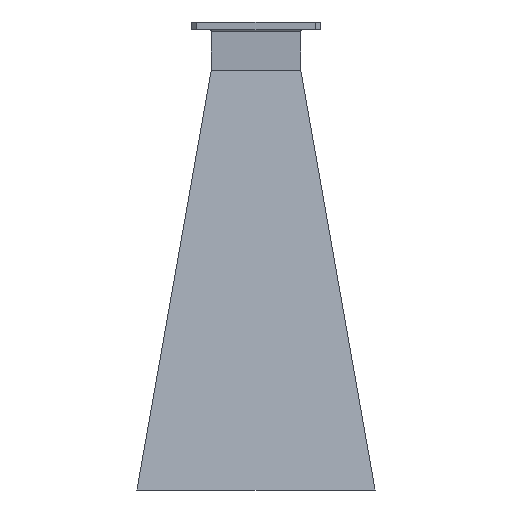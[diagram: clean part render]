
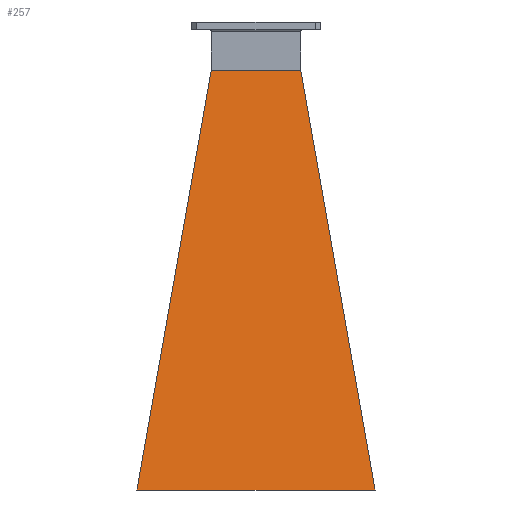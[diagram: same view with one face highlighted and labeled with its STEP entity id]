
A CAD part, front view. The second image highlights one B-rep face of the part: STEP entity #257.
In plain terms, the highlighted planar face has unit normal (0, -0.989, 0.147).
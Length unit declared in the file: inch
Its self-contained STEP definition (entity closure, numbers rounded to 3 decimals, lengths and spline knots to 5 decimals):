
#70 = VERTEX_POINT ( 'NONE', #1000 ) ;
#89 = VECTOR ( 'NONE', #511, 39.37008 ) ;
#110 = CARTESIAN_POINT ( 'NONE',  ( 2.2, -1.125, -2.375 ) ) ;
#189 = EDGE_CURVE ( 'NONE', #648, #544, #313, .T. ) ;
#215 = ORIENTED_EDGE ( 'NONE', *, *, #189, .T. ) ;
#257 = ADVANCED_FACE ( 'NONE', ( #750 ), #1278, .T. ) ;
#258 = DIRECTION ( 'NONE',  ( 0., -0.989, 0.147 ) ) ;
#292 = ORIENTED_EDGE ( 'NONE', *, *, #491, .T. ) ;
#313 = LINE ( 'NONE', #684, #1173 ) ;
#331 = DIRECTION ( 'NONE',  ( -0.172, 0.145, 0.974 ) ) ;
#379 = ORIENTED_EDGE ( 'NONE', *, *, #668, .T. ) ;
#463 = CARTESIAN_POINT ( 'NONE',  ( -0.73333, -1.125, -2.375 ) ) ;
#491 = EDGE_CURVE ( 'NONE', #70, #648, #961, .T. ) ;
#503 = CARTESIAN_POINT ( 'NONE',  ( -5.85, -4.2, -23. ) ) ;
#511 = DIRECTION ( 'NONE',  ( 1., 0., 0. ) ) ;
#544 = VERTEX_POINT ( 'NONE', #749 ) ;
#547 = VERTEX_POINT ( 'NONE', #643 ) ;
#559 = CARTESIAN_POINT ( 'NONE',  ( 0.73333, -1.125, -2.375 ) ) ;
#583 = LINE ( 'NONE', #633, #1271 ) ;
#617 = ORIENTED_EDGE ( 'NONE', *, *, #958, .F. ) ;
#633 = CARTESIAN_POINT ( 'NONE',  ( -5.85, -4.2, -23. ) ) ;
#643 = CARTESIAN_POINT ( 'NONE',  ( -2.2, -1.125, -2.375 ) ) ;
#648 = VERTEX_POINT ( 'NONE', #1131 ) ;
#668 = EDGE_CURVE ( 'NONE', #544, #547, #1257, .T. ) ;
#684 = CARTESIAN_POINT ( 'NONE',  ( 5.85, -4.2, -23. ) ) ;
#698 = CARTESIAN_POINT ( 'NONE',  ( 0., -0.75415, 0.11244 ) ) ;
#719 = DIRECTION ( 'NONE',  ( 0., -0.147, -0.989 ) ) ;
#749 = CARTESIAN_POINT ( 'NONE',  ( 2.2, -1.125, -2.375 ) ) ;
#750 = FACE_OUTER_BOUND ( 'NONE', #1266, .T. ) ;
#786 = CARTESIAN_POINT ( 'NONE',  ( -2.2, -1.125, -2.375 ) ) ;
#958 = EDGE_CURVE ( 'NONE', #70, #547, #583, .T. ) ;
#961 = LINE ( 'NONE', #503, #89 ) ;
#1000 = CARTESIAN_POINT ( 'NONE',  ( -5.85, -4.2, -23. ) ) ;
#1131 = CARTESIAN_POINT ( 'NONE',  ( 5.85, -4.2, -23. ) ) ;
#1133 = AXIS2_PLACEMENT_3D ( 'NONE', #698, #258, #719 ) ;
#1173 = VECTOR ( 'NONE', #331, 39.37008 ) ;
#1257 = B_SPLINE_CURVE_WITH_KNOTS ( 'NONE', 3,
 ( #110, #559, #463, #786 ),
 .UNSPECIFIED., .F., .F.,
 ( 4, 4 ),
 ( 0., 1. ),
 .UNSPECIFIED. ) ;
#1266 = EDGE_LOOP ( 'NONE', ( #215, #379, #617, #292 ) ) ;
#1271 = VECTOR ( 'NONE', #1310, 39.37008 ) ;
#1278 = PLANE ( 'NONE',  #1133 ) ;
#1310 = DIRECTION ( 'NONE',  ( 0.172, 0.145, 0.974 ) ) ;
